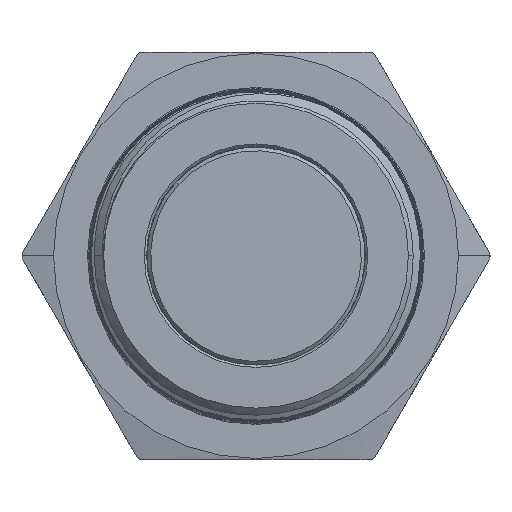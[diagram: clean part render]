
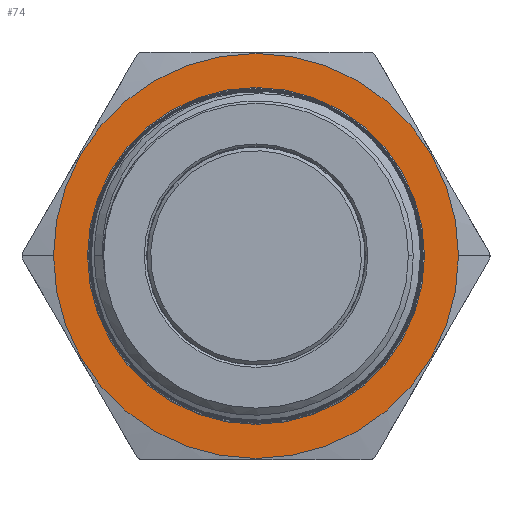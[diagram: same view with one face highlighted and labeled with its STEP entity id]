
A CAD part, top view. The second image highlights one B-rep face of the part: STEP entity #74.
In plain terms, the highlighted planar face has unit normal (0, 0, 1).
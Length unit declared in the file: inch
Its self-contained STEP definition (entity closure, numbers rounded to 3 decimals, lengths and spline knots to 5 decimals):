
#74 = ADVANCED_FACE ( 'NONE', ( #8098, #8102 ), #3479, .T. ) ;
#154 = AXIS2_PLACEMENT_3D ( 'NONE', #6839, #6840, #6841 ) ;
#166 = AXIS2_PLACEMENT_3D ( 'NONE', #6914, #6915, #6916 ) ;
#191 = AXIS2_PLACEMENT_3D ( 'NONE', #5734, #5735, #5736 ) ;
#957 = CIRCLE ( 'NONE', #191, 1.74 ) ;
#2408 = AXIS2_PLACEMENT_3D ( 'NONE', #3477, #3476, #3481 ) ;
#2439 = AXIS2_PLACEMENT_3D ( 'NONE', #4948, #4949, #4950 ) ;
#2766 = CIRCLE ( 'NONE', #154, 1.4475 ) ;
#2785 = CIRCLE ( 'NONE', #166, 1.74 ) ;
#2801 = CIRCLE ( 'NONE', #2439, 1.4475 ) ;
#3021 = EDGE_CURVE ( 'NONE', #6323, #6425, #2766, .T. ) ;
#3040 = EDGE_CURVE ( 'NONE', #6292, #6322, #2785, .T. ) ;
#3476 = DIRECTION ( 'NONE',  ( 0., 0., 1. ) ) ;
#3477 = CARTESIAN_POINT ( 'NONE',  ( -1.01036, -1.75, 0.42 ) ) ;
#3479 = PLANE ( 'NONE',  #2408 ) ;
#3481 = DIRECTION ( 'NONE',  ( 1., 0., 0. ) ) ;
#4414 = CARTESIAN_POINT ( 'NONE',  ( -1.74, 0., 0.42 ) ) ;
#4441 = CARTESIAN_POINT ( 'NONE',  ( 1.74, 0., 0.42 ) ) ;
#4442 = CARTESIAN_POINT ( 'NONE',  ( 1.4475, 0., 0.42 ) ) ;
#4455 = CARTESIAN_POINT ( 'NONE',  ( -1.4475, 0., 0.42 ) ) ;
#4948 = CARTESIAN_POINT ( 'NONE',  ( 0., 0., 0.42 ) ) ;
#4949 = DIRECTION ( 'NONE',  ( 0., 0., -1. ) ) ;
#4950 = DIRECTION ( 'NONE',  ( 1., 0., 0. ) ) ;
#5734 = CARTESIAN_POINT ( 'NONE',  ( 0., 0., 0.42 ) ) ;
#5735 = DIRECTION ( 'NONE',  ( 0., 0., -1. ) ) ;
#5736 = DIRECTION ( 'NONE',  ( -1., 0., 0. ) ) ;
#6265 = ORIENTED_EDGE ( 'NONE', *, *, #3021, .T. ) ;
#6266 = ORIENTED_EDGE ( 'NONE', *, *, #6450, .T. ) ;
#6267 = ORIENTED_EDGE ( 'NONE', *, *, #3040, .F. ) ;
#6268 = ORIENTED_EDGE ( 'NONE', *, *, #6556, .F. ) ;
#6292 = VERTEX_POINT ( 'NONE', #4414 ) ;
#6322 = VERTEX_POINT ( 'NONE', #4441 ) ;
#6323 = VERTEX_POINT ( 'NONE', #4442 ) ;
#6412 = EDGE_LOOP ( 'NONE', ( #6267, #6268 ) ) ;
#6414 = EDGE_LOOP ( 'NONE', ( #6265, #6266 ) ) ;
#6425 = VERTEX_POINT ( 'NONE', #4455 ) ;
#6450 = EDGE_CURVE ( 'NONE', #6425, #6323, #2801, .T. ) ;
#6556 = EDGE_CURVE ( 'NONE', #6322, #6292, #957, .T. ) ;
#6839 = CARTESIAN_POINT ( 'NONE',  ( 0., 0., 0.42 ) ) ;
#6840 = DIRECTION ( 'NONE',  ( 0., 0., -1. ) ) ;
#6841 = DIRECTION ( 'NONE',  ( 1., 0., 0. ) ) ;
#6914 = CARTESIAN_POINT ( 'NONE',  ( 0., 0., 0.42 ) ) ;
#6915 = DIRECTION ( 'NONE',  ( 0., 0., -1. ) ) ;
#6916 = DIRECTION ( 'NONE',  ( -1., 0., 0. ) ) ;
#8098 = FACE_BOUND ( 'NONE', #6414, .T. ) ;
#8102 = FACE_OUTER_BOUND ( 'NONE', #6412, .T. ) ;
